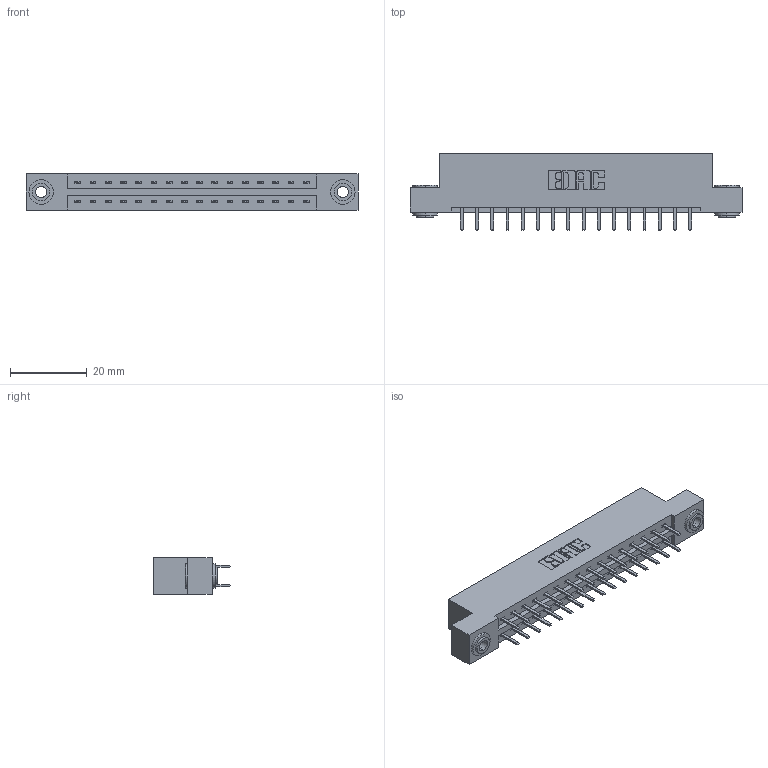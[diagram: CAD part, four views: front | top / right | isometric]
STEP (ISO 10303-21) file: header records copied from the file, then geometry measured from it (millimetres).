
FILE_DESCRIPTION (( 'STEP AP203' ), '1' );
FILE_NAME ('387-032-520-203.STEP', '2019-10-17T15:19:53', ( '' ), ( '' ), 'SwSTEP 2.0', 'SolidWorks 2016', '' );
FILE_SCHEMA (( 'CONFIG_CONTROL_DESIGN' ));
Length unit declared in the file: inch
Products named in the file (4): 345-292-001_345-293-120; 345-250-002_345-250-002-102; 387-032-520-203; 337 Part_Flush Mounting Lugs - 0.156 Dia-TH
Assembly tree (35 placements, depth 2):
  387-032-520-203
    337 Part_Flush Mounting Lugs - 0.156 Dia-TH
    345-292-001_345-293-120  x32
    345-250-002_345-250-002-102  x2
Bounding box: 86.41 x 20.02 x 9.4 mm (x, y, z)
Volume: 8765.9 mm3; surface area: 9841.6 mm2
Topology: 35 solids, 35 shells, 2008 faces, 5795 edges, 3774 vertices
Faces by surface type: plane 1360, cylinder 640, cone 8
Entity records: 16532 total; most frequent: CARTESIAN_POINT 2793, ORIENTED_EDGE 2710, DIRECTION 2445, EDGE_CURVE 1355, VECTOR 1199, LINE 1199, VERTEX_POINT 898, AXIS2_PLACEMENT_3D 623
